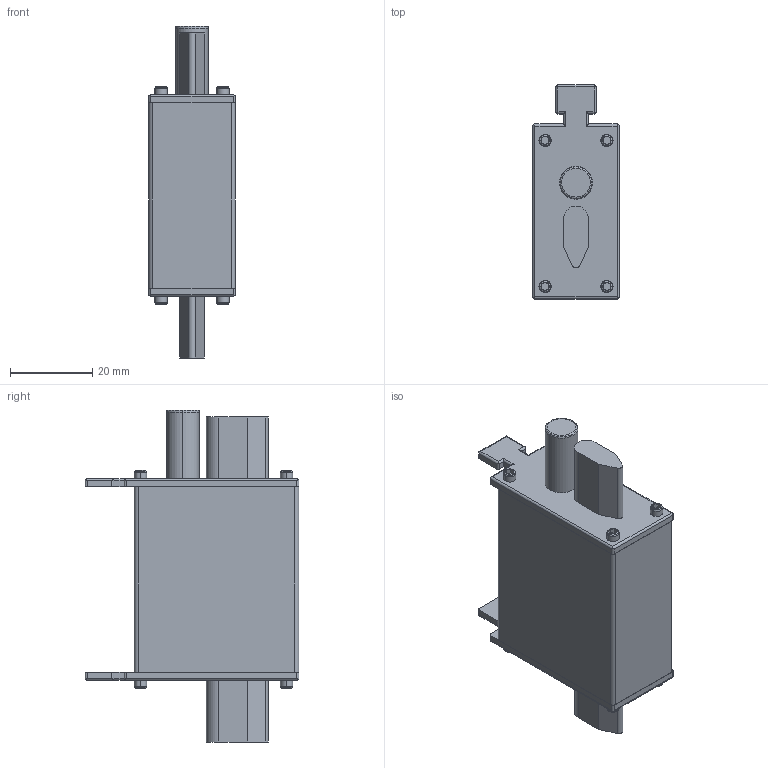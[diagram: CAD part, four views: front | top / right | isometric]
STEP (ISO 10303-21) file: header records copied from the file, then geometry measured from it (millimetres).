
FILE_DESCRIPTION((''),'2;1');
FILE_NAME('NV00C_ETI_ASM','2019-08-26T',('marketing.praksa'),('Audax d.o.o.'),'CREO PARAMETRIC BY PTC INC, 2017480','CREO PARAMETRIC BY PTC INC, 2017480','');
FILE_SCHEMA(('AUTOMOTIVE_DESIGN { 1 0 10303 214 1 1 1 1 }'));
Length unit declared in the file: millimetre
Products named in the file (20): 20A; 1BE; 1CF; 1E4; 1EB; 1F2; 205; 20E; 215; 21C; 223; 22A; 236; 2EA-105; 2EA-106; 2EA-107; 30F; 338; PRODUCT_ASM; NV00C_ETI_ASM
Assembly tree (19 placements, depth 3):
  NV00C_ETI_ASM
    PRODUCT_ASM
      20A
      1BE
      1CF
      1E4
      1EB
      1F2
      205
      20E
      215
      21C
      223
      22A
      236
      2EA-105
      2EA-106
      2EA-107
      30F
      338
Bounding box: 21 x 52 x 80.7 mm (x, y, z)
Volume: 44520.6 mm3; surface area: 14318.8 mm2
Topology: 18 solids, 19 shells, 390 faces, 916 edges, 565 vertices
Faces by surface type: plane 228, cylinder 120, torus 36, sphere 6
Entity records: 15460 total; most frequent: CARTESIAN_POINT 2350, DIRECTION 2020, ORIENTED_EDGE 1820, PRESENTATION_STYLE_ASSIGNMENT 928, STYLED_ITEM 928, CURVE_STYLE 910, EDGE_CURVE 910, AXIS2_PLACEMENT_3D 743
